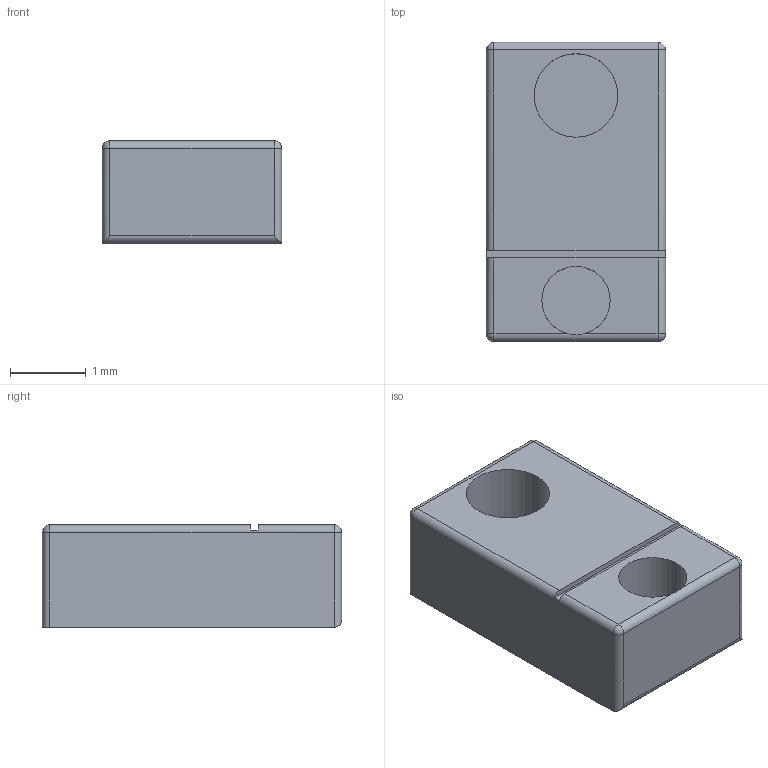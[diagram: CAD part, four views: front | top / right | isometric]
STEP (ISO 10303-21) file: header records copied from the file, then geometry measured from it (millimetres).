
FILE_DESCRIPTION (( 'STEP AP203' ), '1' );
FILE_NAME ('APDS9960.STEP', '2022-10-07T20:19:47', ( '' ), ( '' ), 'SwSTEP 2.0', 'SolidWorks 2021', '' );
FILE_SCHEMA (( 'CONFIG_CONTROL_DESIGN' ));
Length unit declared in the file: inch
Products named in the file (1): APDS9960
Bounding box: 2.36 x 3.94 x 1.35 mm (x, y, z)
Volume: 10.9 mm3; surface area: 41.3 mm2
Topology: 1 solids, 1 shells, 29 faces, 68 edges, 38 vertices
Faces by surface type: cylinder 13, plane 12, sphere 4
Entity records: 873 total; most frequent: DIRECTION 148, CARTESIAN_POINT 141, ORIENTED_EDGE 128, EDGE_CURVE 64, AXIS2_PLACEMENT_3D 57, VERTEX_POINT 38, LINE 34, VECTOR 34
